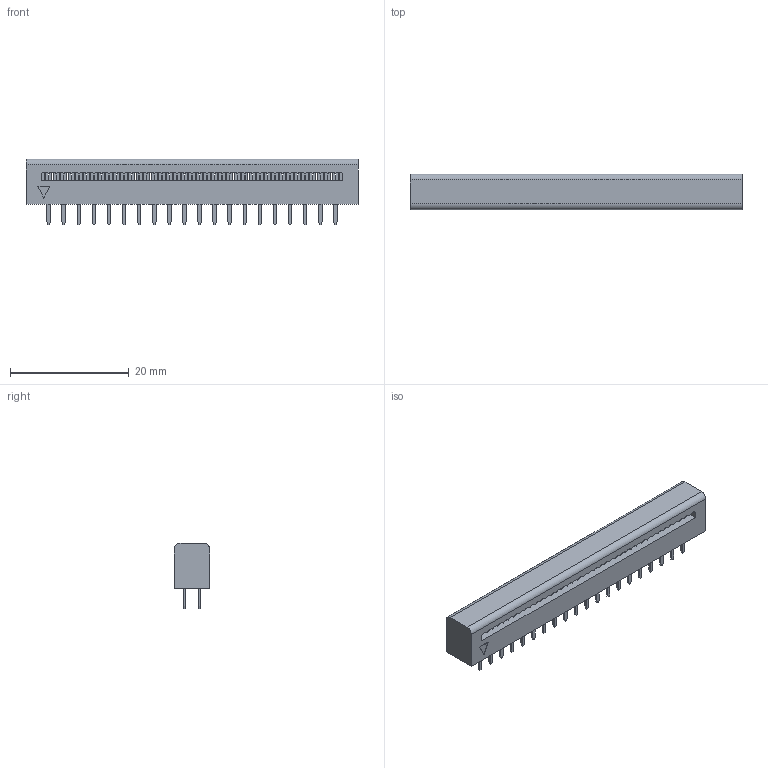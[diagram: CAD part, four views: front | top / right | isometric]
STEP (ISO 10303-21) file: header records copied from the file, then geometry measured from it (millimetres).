
FILE_DESCRIPTION(('STEP AP214'), '1');
FILE_NAME('DS1018 (FDC CONNFLY)', '2018-12-17T16:36:39', ('Egor'), (''), 'ASCON STEP Converter 1.3', 'ASCON Math Kernel', '');
FILE_SCHEMA(('AUTOMOTIVE_DESIGN { 1 0 10303 214 3 1 1}'));
Length unit declared in the file: millimetre
Bounding box: 55.9 x 6.05 x 11.1 mm (x, y, z)
Volume: 2011.7 mm3; surface area: 2635.6 mm2
Topology: 1 solids, 1 shells, 858 faces, 2205 edges, 1470 vertices
Faces by surface type: plane 776, cylinder 82
Entity records: 32565 total; most frequent: CARTESIAN_POINT 4534, ORIENTED_EDGE 4410, DIRECTION 4087, EDGE_CURVE 2205, LINE 2041, VECTOR 2041, VERTEX_POINT 1470, AXIS2_PLACEMENT_3D 1023
